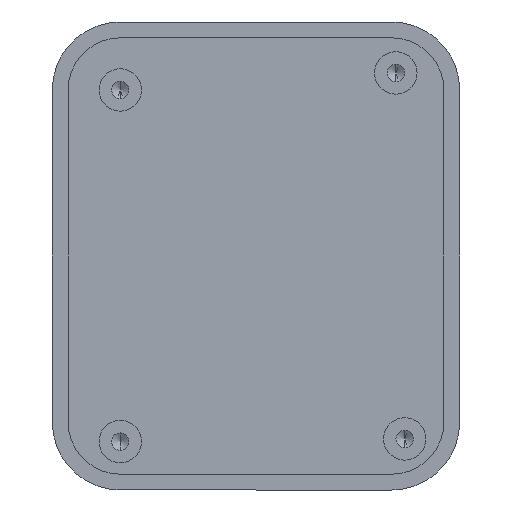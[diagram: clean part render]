
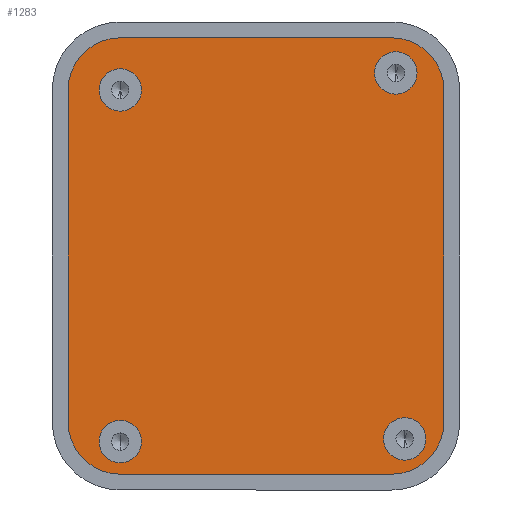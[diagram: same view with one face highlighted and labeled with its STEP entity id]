
A CAD part, front view. The second image highlights one B-rep face of the part: STEP entity #1283.
In plain terms, the highlighted face is planar.
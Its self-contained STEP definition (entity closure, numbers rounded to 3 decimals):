
#30 = CARTESIAN_POINT ( 'NONE',  ( 69.562, 69.113, 1. ) ) ;
#80 = CARTESIAN_POINT ( 'NONE',  ( 69.562, 69.113, 1. ) ) ;
#170 = ORIENTED_EDGE ( 'NONE', *, *, #1894, .T. ) ;
#210 = DIRECTION ( 'NONE',  ( 0., 0., -1. ) ) ;
#235 = EDGE_LOOP ( 'NONE', ( #1543, #1985, #1629, #740, #1138, #2307, #170, #443 ) ) ;
#236 = LINE ( 'NONE', #30, #466 ) ;
#346 = CIRCLE ( 'NONE', #1971, 8. ) ;
#393 = FACE_OUTER_BOUND ( 'NONE', #235, .T. ) ;
#400 = DIRECTION ( 'NONE',  ( 0., 0., 1. ) ) ;
#402 = CARTESIAN_POINT ( 'NONE',  ( 61.562, 69.113, 1. ) ) ;
#421 = EDGE_CURVE ( 'NONE', #701, #1715, #426, .T. ) ;
#426 = LINE ( 'NONE', #974, #1509 ) ;
#443 = ORIENTED_EDGE ( 'NONE', *, *, #2077, .T. ) ;
#458 = AXIS2_PLACEMENT_3D ( 'NONE', #402, #210, #1145 ) ;
#459 = DIRECTION ( 'NONE',  ( 0., 0., 1. ) ) ;
#466 = VECTOR ( 'NONE', #1299, 1000. ) ;
#543 = AXIS2_PLACEMENT_3D ( 'NONE', #1397, #400, #815 ) ;
#554 = DIRECTION ( 'NONE',  ( 0., 0., 1. ) ) ;
#583 = VECTOR ( 'NONE', #2019, 1000. ) ;
#646 = EDGE_CURVE ( 'NONE', #1852, #1944, #1541, .T. ) ;
#701 = VERTEX_POINT ( 'NONE', #1992 ) ;
#706 = DIRECTION ( 'NONE',  ( 0., 0., 1. ) ) ;
#729 = CARTESIAN_POINT ( 'NONE',  ( 29.612, 77.113, 1. ) ) ;
#740 = ORIENTED_EDGE ( 'NONE', *, *, #2093, .T. ) ;
#751 = CARTESIAN_POINT ( 'NONE',  ( 29.612, 30.023, 1. ) ) ;
#778 = CARTESIAN_POINT ( 'NONE',  ( 61.562, 22.023, 1. ) ) ;
#815 = DIRECTION ( 'NONE',  ( -1., 0., 0. ) ) ;
#819 = LINE ( 'NONE', #1874, #1984 ) ;
#947 = EDGE_CURVE ( 'NONE', #1715, #2182, #1817, .T. ) ;
#949 = CARTESIAN_POINT ( 'NONE',  ( 69.562, 30.023, 1. ) ) ;
#956 = VERTEX_POINT ( 'NONE', #949 ) ;
#974 = CARTESIAN_POINT ( 'NONE',  ( 61.562, 77.113, 1. ) ) ;
#1002 = EDGE_CURVE ( 'NONE', #1930, #701, #346, .T. ) ;
#1138 = ORIENTED_EDGE ( 'NONE', *, *, #646, .T. ) ;
#1145 = DIRECTION ( 'NONE',  ( -1., 0., 0. ) ) ;
#1224 = CIRCLE ( 'NONE', #1563, 8. ) ;
#1247 = AXIS2_PLACEMENT_3D ( 'NONE', #751, #554, #1646 ) ;
#1283 = ADVANCED_FACE ( 'NONE', ( #393 ), #2034, .F. ) ;
#1299 = DIRECTION ( 'NONE',  ( 0., 1., 0. ) ) ;
#1307 = CARTESIAN_POINT ( 'NONE',  ( 21.612, 69.113, 1. ) ) ;
#1370 = DIRECTION ( 'NONE',  ( 1., 0., 0. ) ) ;
#1397 = CARTESIAN_POINT ( 'NONE',  ( 29.612, 69.113, 1. ) ) ;
#1509 = VECTOR ( 'NONE', #1688, 1000. ) ;
#1531 = CARTESIAN_POINT ( 'NONE',  ( 21.612, 69.113, 1. ) ) ;
#1541 = CIRCLE ( 'NONE', #1247, 8. ) ;
#1543 = ORIENTED_EDGE ( 'NONE', *, *, #1002, .T. ) ;
#1563 = AXIS2_PLACEMENT_3D ( 'NONE', #2195, #459, #1370 ) ;
#1629 = ORIENTED_EDGE ( 'NONE', *, *, #947, .T. ) ;
#1646 = DIRECTION ( 'NONE',  ( -1., 0., 0. ) ) ;
#1688 = DIRECTION ( 'NONE',  ( -1., 0., 0. ) ) ;
#1715 = VERTEX_POINT ( 'NONE', #729 ) ;
#1786 = DIRECTION ( 'NONE',  ( -1., 0., 0. ) ) ;
#1794 = VERTEX_POINT ( 'NONE', #778 ) ;
#1817 = CIRCLE ( 'NONE', #543, 8. ) ;
#1852 = VERTEX_POINT ( 'NONE', #1862 ) ;
#1862 = CARTESIAN_POINT ( 'NONE',  ( 21.612, 30.023, 1. ) ) ;
#1874 = CARTESIAN_POINT ( 'NONE',  ( 29.612, 22.023, 1. ) ) ;
#1894 = EDGE_CURVE ( 'NONE', #1794, #956, #1224, .T. ) ;
#1930 = VERTEX_POINT ( 'NONE', #80 ) ;
#1944 = VERTEX_POINT ( 'NONE', #2251 ) ;
#1971 = AXIS2_PLACEMENT_3D ( 'NONE', #2092, #706, #1786 ) ;
#1984 = VECTOR ( 'NONE', #2095, 1000. ) ;
#1985 = ORIENTED_EDGE ( 'NONE', *, *, #421, .T. ) ;
#1992 = CARTESIAN_POINT ( 'NONE',  ( 61.562, 77.113, 1. ) ) ;
#2019 = DIRECTION ( 'NONE',  ( 0., -1., 0. ) ) ;
#2034 = PLANE ( 'NONE',  #458 ) ;
#2077 = EDGE_CURVE ( 'NONE', #956, #1930, #236, .T. ) ;
#2092 = CARTESIAN_POINT ( 'NONE',  ( 61.562, 69.113, 1. ) ) ;
#2093 = EDGE_CURVE ( 'NONE', #2182, #1852, #2183, .T. ) ;
#2095 = DIRECTION ( 'NONE',  ( 1., 0., 0. ) ) ;
#2182 = VERTEX_POINT ( 'NONE', #1531 ) ;
#2183 = LINE ( 'NONE', #1307, #583 ) ;
#2195 = CARTESIAN_POINT ( 'NONE',  ( 61.562, 30.023, 1. ) ) ;
#2251 = CARTESIAN_POINT ( 'NONE',  ( 29.612, 22.023, 1. ) ) ;
#2252 = EDGE_CURVE ( 'NONE', #1944, #1794, #819, .T. ) ;
#2307 = ORIENTED_EDGE ( 'NONE', *, *, #2252, .T. ) ;
